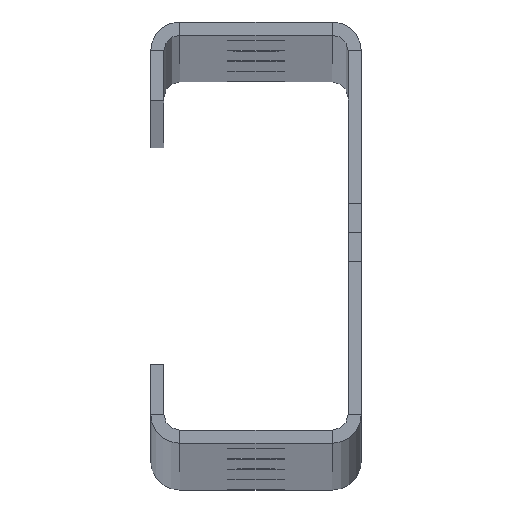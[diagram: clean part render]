
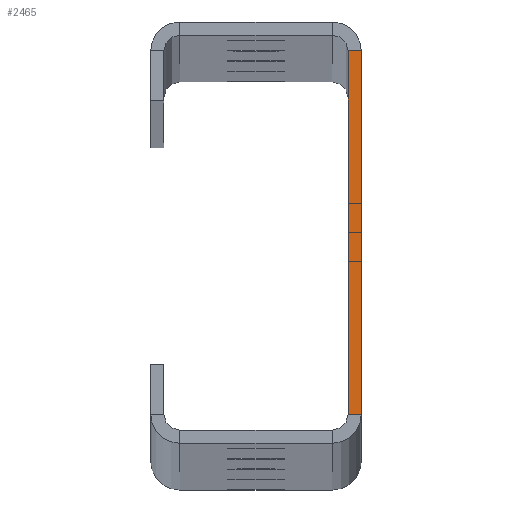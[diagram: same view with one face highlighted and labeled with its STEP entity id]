
A CAD part, top view. The second image highlights one B-rep face of the part: STEP entity #2465.
In plain terms, the highlighted planar face has unit normal (0, 0, 1).
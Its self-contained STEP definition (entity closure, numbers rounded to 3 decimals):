
#320 = VECTOR ( 'NONE', #2904, 1000. ) ;
#459 = LINE ( 'NONE', #1087, #1868 ) ;
#478 = CARTESIAN_POINT ( 'NONE',  ( 17.5, -34.5, 2545. ) ) ;
#677 = CARTESIAN_POINT ( 'NONE',  ( 14.5, 37.5, 2545. ) ) ;
#890 = LINE ( 'NONE', #2167, #4004 ) ;
#1002 = VERTEX_POINT ( 'NONE', #1724 ) ;
#1087 = CARTESIAN_POINT ( 'NONE',  ( 20., 34.5, 2545. ) ) ;
#1129 = LINE ( 'NONE', #3166, #2607 ) ;
#1224 = EDGE_CURVE ( 'NONE', #3621, #1280, #1129, .T. ) ;
#1280 = VERTEX_POINT ( 'NONE', #3269 ) ;
#1285 = ORIENTED_EDGE ( 'NONE', *, *, #1224, .T. ) ;
#1428 = AXIS2_PLACEMENT_3D ( 'NONE', #677, #3915, #2606 ) ;
#1606 = LINE ( 'NONE', #3291, #320 ) ;
#1693 = ORIENTED_EDGE ( 'NONE', *, *, #2235, .F. ) ;
#1724 = CARTESIAN_POINT ( 'NONE',  ( 17.5, 34.5, 2545. ) ) ;
#1737 = EDGE_CURVE ( 'NONE', #1280, #3784, #890, .T. ) ;
#1868 = VECTOR ( 'NONE', #3757, 1000. ) ;
#1898 = CARTESIAN_POINT ( 'NONE',  ( 20., 34.5, 2545. ) ) ;
#1905 = DIRECTION ( 'NONE',  ( 0., 1., 0. ) ) ;
#2167 = CARTESIAN_POINT ( 'NONE',  ( 20., -40., 2545. ) ) ;
#2235 = EDGE_CURVE ( 'NONE', #3621, #1002, #1606, .T. ) ;
#2465 = ADVANCED_FACE ( 'NONE', ( #3894 ), #3260, .T. ) ;
#2606 = DIRECTION ( 'NONE',  ( 1., 0., 0. ) ) ;
#2607 = VECTOR ( 'NONE', #4154, 1000. ) ;
#2761 = ORIENTED_EDGE ( 'NONE', *, *, #1737, .T. ) ;
#2853 = ORIENTED_EDGE ( 'NONE', *, *, #4128, .T. ) ;
#2904 = DIRECTION ( 'NONE',  ( 0., 1., 0. ) ) ;
#3085 = EDGE_LOOP ( 'NONE', ( #2761, #2853, #1693, #1285 ) ) ;
#3166 = CARTESIAN_POINT ( 'NONE',  ( 17.5, -34.5, 2545. ) ) ;
#3260 = PLANE ( 'NONE',  #1428 ) ;
#3269 = CARTESIAN_POINT ( 'NONE',  ( 20., -34.5, 2545. ) ) ;
#3291 = CARTESIAN_POINT ( 'NONE',  ( 17.5, -40., 2545. ) ) ;
#3621 = VERTEX_POINT ( 'NONE', #478 ) ;
#3757 = DIRECTION ( 'NONE',  ( -1., 0., 0. ) ) ;
#3784 = VERTEX_POINT ( 'NONE', #1898 ) ;
#3894 = FACE_OUTER_BOUND ( 'NONE', #3085, .T. ) ;
#3915 = DIRECTION ( 'NONE',  ( 0., 0., 1. ) ) ;
#4004 = VECTOR ( 'NONE', #1905, 1000. ) ;
#4128 = EDGE_CURVE ( 'NONE', #3784, #1002, #459, .T. ) ;
#4154 = DIRECTION ( 'NONE',  ( 1., 0., 0. ) ) ;
